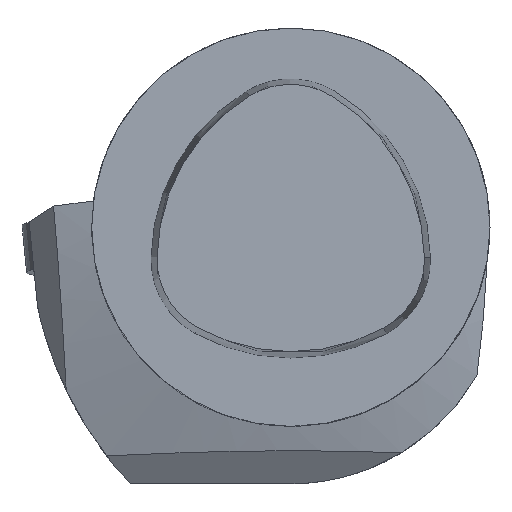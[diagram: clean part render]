
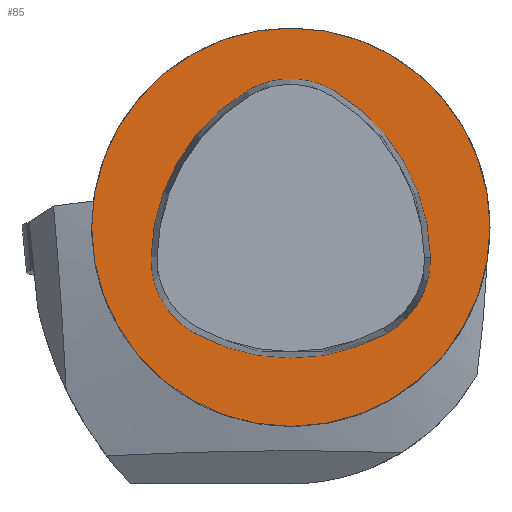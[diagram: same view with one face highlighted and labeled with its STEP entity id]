
A CAD part, top view. The second image highlights one B-rep face of the part: STEP entity #85.
In plain terms, the highlighted planar face has unit normal (0, 0, 1).
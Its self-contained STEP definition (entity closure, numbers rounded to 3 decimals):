
#85=ADVANCED_FACE('',(#159),#127,.T.);
#127=PLANE('',#847);
#159=FACE_OUTER_BOUND('',#209,.T.);
#209=EDGE_LOOP('',(#447));
#447=ORIENTED_EDGE('',*,*,#700,.T.);
#625=VERTEX_POINT('',#1230);
#700=EDGE_CURVE('',#625,#625,#776,.T.);
#776=CIRCLE('',#837,20.);
#837=AXIS2_PLACEMENT_3D('',#1229,#965,#966);
#847=AXIS2_PLACEMENT_3D('',#1301,#991,#992);
#965=DIRECTION('',(0.,0.,1.));
#966=DIRECTION('',(0.,1.,0.));
#991=DIRECTION('',(0.,0.,1.));
#992=DIRECTION('',(0.,1.,0.));
#1229=CARTESIAN_POINT('',(0.,0.,0.));
#1230=CARTESIAN_POINT('',(0.,20.,0.));
#1301=CARTESIAN_POINT('',(0.,0.,0.));
